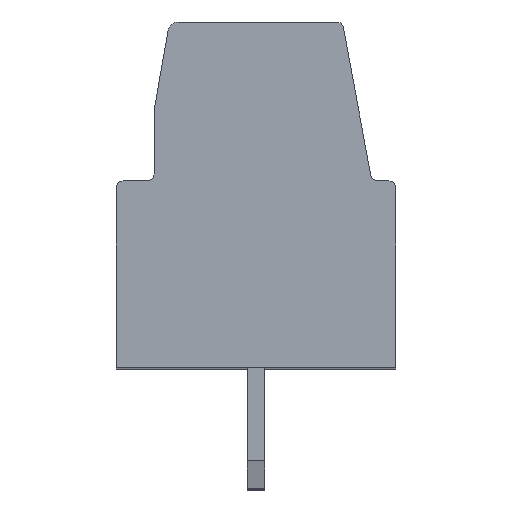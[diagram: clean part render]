
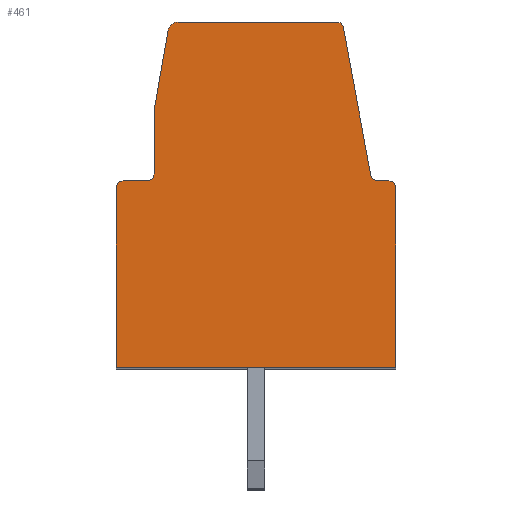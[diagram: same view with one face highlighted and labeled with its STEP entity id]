
A CAD part, top view. The second image highlights one B-rep face of the part: STEP entity #461.
In plain terms, the highlighted planar face has unit normal (0, 0, 1).
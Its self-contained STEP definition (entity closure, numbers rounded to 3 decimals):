
#461=ADVANCED_FACE('',(#1135),#1136,.F.);
#1135=FACE_OUTER_BOUND('',#2039,.T.);
#1136=PLANE('',#2040);
#2039=EDGE_LOOP('',(#3416,#3417,#3418,#3419,#3420,#3421,#3422,#3423,#3424,#3425,#3426,#3427,#3428,#3429,#3430));
#2040=AXIS2_PLACEMENT_3D('',#3431,#3432,#3433);
#3416=ORIENTED_EDGE('',*,*,#5754,.T.);
#3417=ORIENTED_EDGE('',*,*,#5667,.T.);
#3418=ORIENTED_EDGE('',*,*,#5755,.F.);
#3419=ORIENTED_EDGE('',*,*,#5708,.T.);
#3420=ORIENTED_EDGE('',*,*,#5756,.T.);
#3421=ORIENTED_EDGE('',*,*,#5757,.T.);
#3422=ORIENTED_EDGE('',*,*,#5623,.T.);
#3423=ORIENTED_EDGE('',*,*,#5663,.T.);
#3424=ORIENTED_EDGE('',*,*,#5758,.F.);
#3425=ORIENTED_EDGE('',*,*,#5743,.T.);
#3426=ORIENTED_EDGE('',*,*,#5759,.F.);
#3427=ORIENTED_EDGE('',*,*,#5712,.T.);
#3428=ORIENTED_EDGE('',*,*,#5684,.T.);
#3429=ORIENTED_EDGE('',*,*,#5760,.T.);
#3430=ORIENTED_EDGE('',*,*,#5747,.F.);
#3431=CARTESIAN_POINT('',(0.81,-4.4,22.5));
#3432=DIRECTION('',(0.0,0.0,-1.0));
#3433=DIRECTION('',(0.0,-1.0,0.0));
#5623=EDGE_CURVE('',#6788,#6786,#6789,.T.);
#5663=EDGE_CURVE('',#6786,#6854,#6856,.T.);
#5667=EDGE_CURVE('',#6862,#6860,#6863,.T.);
#5684=EDGE_CURVE('',#6883,#6887,#6889,.T.);
#5708=EDGE_CURVE('',#6925,#6923,#6926,.T.);
#5712=EDGE_CURVE('',#6931,#6883,#6932,.T.);
#5743=EDGE_CURVE('',#6975,#6973,#6976,.T.);
#5747=EDGE_CURVE('',#6979,#6981,#6982,.T.);
#5754=EDGE_CURVE('',#6979,#6862,#6991,.T.);
#5755=EDGE_CURVE('',#6925,#6860,#6992,.T.);
#5756=EDGE_CURVE('',#6923,#6993,#6994,.T.);
#5757=EDGE_CURVE('',#6993,#6788,#6995,.T.);
#5758=EDGE_CURVE('',#6975,#6854,#6996,.T.);
#5759=EDGE_CURVE('',#6931,#6973,#6997,.T.);
#5760=EDGE_CURVE('',#6887,#6981,#6998,.T.);
#6786=VERTEX_POINT('',#8489);
#6788=VERTEX_POINT('',#8492);
#6789=LINE('',#8493,#8494);
#6854=VERTEX_POINT('',#8586);
#6856=LINE('',#8589,#8590);
#6860=VERTEX_POINT('',#8595);
#6862=VERTEX_POINT('',#8598);
#6863=LINE('',#8599,#8600);
#6883=VERTEX_POINT('',#8629);
#6887=VERTEX_POINT('',#8634);
#6889=CIRCLE('',#8637,0.2);
#6923=VERTEX_POINT('',#8687);
#6925=VERTEX_POINT('',#8690);
#6926=LINE('',#8691,#8692);
#6931=VERTEX_POINT('',#8699);
#6932=LINE('',#8700,#8701);
#6973=VERTEX_POINT('',#8762);
#6975=VERTEX_POINT('',#8765);
#6976=LINE('',#8766,#8767);
#6979=VERTEX_POINT('',#8771);
#6981=VERTEX_POINT('',#8774);
#6982=CIRCLE('',#8775,0.3);
#6991=LINE('',#8788,#8789);
#6992=CIRCLE('',#8790,0.2);
#6993=VERTEX_POINT('',#8791);
#6994=CIRCLE('',#8792,0.2);
#6995=LINE('',#8793,#8794);
#6996=CIRCLE('',#8795,0.2);
#6997=CIRCLE('',#8796,0.2);
#6998=LINE('',#8797,#8798);
#8489=CARTESIAN_POINT('',(0.,0.,22.5));
#8492=CARTESIAN_POINT('',(-8.1,0.,22.5));
#8493=CARTESIAN_POINT('',(-16.414,0.,22.5));
#8494=VECTOR('',#10558,1000.0);
#8586=CARTESIAN_POINT('',(0.,5.2,22.5));
#8589=CARTESIAN_POINT('',(0.,-18.438,22.5));
#8590=VECTOR('',#10599,1000.0);
#8595=CARTESIAN_POINT('',(-7.0,5.6,22.5));
#8598=CARTESIAN_POINT('',(-7.0,7.448,22.5));
#8599=CARTESIAN_POINT('',(-7.0,-18.438,22.5));
#8600=VECTOR('',#10602,1000.0);
#8629=CARTESIAN_POINT('',(-1.52,9.836,22.5));
#8634=CARTESIAN_POINT('',(-1.716,10.0,22.5));
#8637=AXIS2_PLACEMENT_3D('',#10617,#10618,#10619);
#8687=CARTESIAN_POINT('',(-7.9,5.4,22.5));
#8690=CARTESIAN_POINT('',(-7.2,5.4,22.5));
#8691=CARTESIAN_POINT('',(-16.414,5.4,22.5));
#8692=VECTOR('',#10637,1000.0);
#8699=CARTESIAN_POINT('',(-0.728,5.564,22.5));
#8700=CARTESIAN_POINT('',(3.721,-18.438,22.5));
#8701=VECTOR('',#10640,1000.0);
#8762=CARTESIAN_POINT('',(-0.531,5.4,22.5));
#8765=CARTESIAN_POINT('',(-0.2,5.4,22.5));
#8766=CARTESIAN_POINT('',(-16.414,5.4,22.5));
#8767=VECTOR('',#10677,1000.0);
#8771=CARTESIAN_POINT('',(-6.594,9.752,22.5));
#8774=CARTESIAN_POINT('',(-6.298,10.0,22.5));
#8775=AXIS2_PLACEMENT_3D('',#10680,#10681,#10682);
#8788=CARTESIAN_POINT('',(-11.564,-18.438,22.5));
#8789=VECTOR('',#10687,1000.0);
#8790=AXIS2_PLACEMENT_3D('',#10688,#10689,#10690);
#8791=CARTESIAN_POINT('',(-8.1,5.2,22.5));
#8792=AXIS2_PLACEMENT_3D('',#10691,#10692,#10693);
#8793=CARTESIAN_POINT('',(-8.1,-18.438,22.5));
#8794=VECTOR('',#10694,1000.0);
#8795=AXIS2_PLACEMENT_3D('',#10695,#10696,#10697);
#8796=AXIS2_PLACEMENT_3D('',#10698,#10699,#10700);
#8797=CARTESIAN_POINT('',(-16.414,10.0,22.5));
#8798=VECTOR('',#10701,1000.0);
#10558=DIRECTION('',(1.0,0.0,0.0));
#10599=DIRECTION('',(0.0,1.0,0.0));
#10602=DIRECTION('',(0.0,-1.0,0.0));
#10617=CARTESIAN_POINT('',(-1.716,9.8,22.5));
#10618=DIRECTION('',(0.0,0.0,1.0));
#10619=DIRECTION('',(1.0,0.0,0.0));
#10637=DIRECTION('',(-1.0,0.0,0.0));
#10640=DIRECTION('',(-0.182,0.983,0.0));
#10677=DIRECTION('',(-1.0,0.0,0.0));
#10680=CARTESIAN_POINT('',(-6.298,9.7,22.5));
#10681=DIRECTION('',(0.0,0.0,-1.0));
#10682=DIRECTION('',(-1.0,0.0,0.0));
#10687=DIRECTION('',(-0.174,-0.985,0.0));
#10688=CARTESIAN_POINT('',(-7.2,5.6,22.5));
#10689=DIRECTION('',(0.0,0.0,1.0));
#10690=DIRECTION('',(1.0,0.0,0.0));
#10691=CARTESIAN_POINT('',(-7.9,5.2,22.5));
#10692=DIRECTION('',(0.0,0.0,1.0));
#10693=DIRECTION('',(1.0,0.0,0.0));
#10694=DIRECTION('',(0.0,-1.0,0.0));
#10695=CARTESIAN_POINT('',(-0.2,5.2,22.5));
#10696=DIRECTION('',(0.0,0.0,-1.0));
#10697=DIRECTION('',(-1.0,0.0,0.0));
#10698=CARTESIAN_POINT('',(-0.531,5.6,22.5));
#10699=DIRECTION('',(0.0,0.0,1.0));
#10700=DIRECTION('',(1.0,0.0,0.0));
#10701=DIRECTION('',(-1.0,0.0,0.0));
